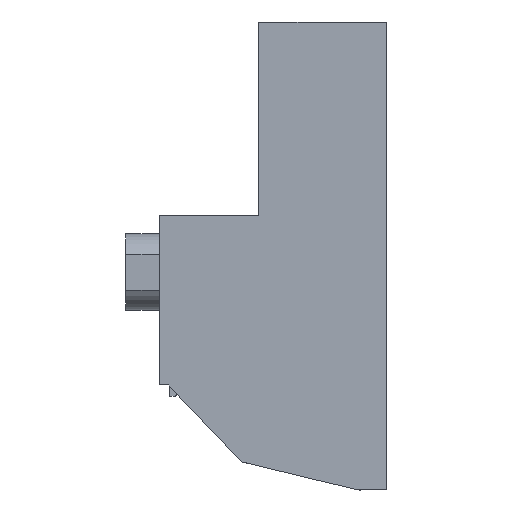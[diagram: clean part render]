
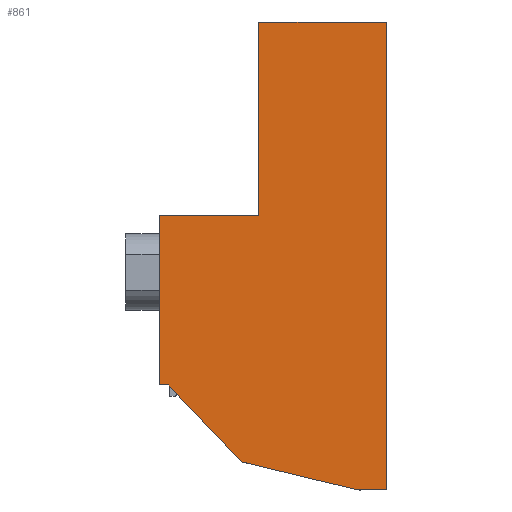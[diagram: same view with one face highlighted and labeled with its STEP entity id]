
A CAD part, left-side view. The second image highlights one B-rep face of the part: STEP entity #861.
In plain terms, the highlighted planar face has unit normal (-1, 0, 0).
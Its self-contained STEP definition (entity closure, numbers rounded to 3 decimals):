
#808=AXIS2_PLACEMENT_3D('Plane Axis2P3D',#805,#806,#807) ;
#180=CARTESIAN_POINT('Vertex',(0.,0.,0.)) ;
#183=CARTESIAN_POINT('Line Origine',(0.,1.25,0.)) ;
#187=CARTESIAN_POINT('Vertex',(0.,2.5,0.)) ;
#348=CARTESIAN_POINT('Line Origine',(0.,7.675,1.25)) ;
#352=CARTESIAN_POINT('Vertex',(0.,12.85,2.5)) ;
#513=CARTESIAN_POINT('Vertex',(0.,0.,41.45)) ;
#516=CARTESIAN_POINT('Line Origine',(0.,0.,20.725)) ;
#805=CARTESIAN_POINT('Axis2P3D Location',(0.,0.,41.45)) ;
#810=CARTESIAN_POINT('Line Origine',(0.,15.7,24.3)) ;
#814=CARTESIAN_POINT('Vertex',(0.,20.1,24.3)) ;
#816=CARTESIAN_POINT('Vertex',(0.,11.3,24.3)) ;
#819=CARTESIAN_POINT('Line Origine',(0.,20.1,16.8)) ;
#823=CARTESIAN_POINT('Vertex',(0.,20.1,9.3)) ;
#826=CARTESIAN_POINT('Line Origine',(0.,19.7,9.3)) ;
#830=CARTESIAN_POINT('Vertex',(0.,19.3,9.3)) ;
#833=CARTESIAN_POINT('Line Origine',(0.,16.075,5.9)) ;
#838=CARTESIAN_POINT('Line Origine',(0.,5.65,41.45)) ;
#842=CARTESIAN_POINT('Vertex',(0.,11.3,41.45)) ;
#845=CARTESIAN_POINT('Line Origine',(0.,11.3,32.875)) ;
#184=DIRECTION('Vector Direction',(0.,-1.,0.)) ;
#349=DIRECTION('Vector Direction',(0.,-0.972,-0.235)) ;
#517=DIRECTION('Vector Direction',(0.,0.,-1.)) ;
#806=DIRECTION('Axis2P3D Direction',(1.,0.,0.)) ;
#807=DIRECTION('Axis2P3D XDirection',(0.,0.,-1.)) ;
#811=DIRECTION('Vector Direction',(0.,-1.,0.)) ;
#820=DIRECTION('Vector Direction',(0.,0.,-1.)) ;
#827=DIRECTION('Vector Direction',(0.,-1.,0.)) ;
#834=DIRECTION('Vector Direction',(0.,-0.688,-0.726)) ;
#839=DIRECTION('Vector Direction',(0.,-1.,0.)) ;
#846=DIRECTION('Vector Direction',(0.,0.,-1.)) ;
#185=VECTOR('Line Direction',#184,1.) ;
#350=VECTOR('Line Direction',#349,1.) ;
#518=VECTOR('Line Direction',#517,1.) ;
#812=VECTOR('Line Direction',#811,1.) ;
#821=VECTOR('Line Direction',#820,1.) ;
#828=VECTOR('Line Direction',#827,1.) ;
#835=VECTOR('Line Direction',#834,1.) ;
#840=VECTOR('Line Direction',#839,1.) ;
#847=VECTOR('Line Direction',#846,1.) ;
#851=ORIENTED_EDGE('',*,*,#818,.F.) ;
#852=ORIENTED_EDGE('',*,*,#825,.F.) ;
#853=ORIENTED_EDGE('',*,*,#832,.F.) ;
#854=ORIENTED_EDGE('',*,*,#837,.F.) ;
#855=ORIENTED_EDGE('',*,*,#354,.F.) ;
#856=ORIENTED_EDGE('',*,*,#189,.F.) ;
#857=ORIENTED_EDGE('',*,*,#520,.F.) ;
#858=ORIENTED_EDGE('',*,*,#844,.F.) ;
#859=ORIENTED_EDGE('',*,*,#849,.T.) ;
#861=ADVANCED_FACE('HOUSING',(#860),#809,.F.) ;
#189=EDGE_CURVE('',#181,#188,#186,.F.) ;
#354=EDGE_CURVE('',#188,#353,#351,.F.) ;
#520=EDGE_CURVE('',#514,#181,#519,.T.) ;
#818=EDGE_CURVE('',#815,#817,#813,.T.) ;
#825=EDGE_CURVE('',#824,#815,#822,.F.) ;
#832=EDGE_CURVE('',#831,#824,#829,.F.) ;
#837=EDGE_CURVE('',#353,#831,#836,.F.) ;
#844=EDGE_CURVE('',#843,#514,#841,.T.) ;
#849=EDGE_CURVE('',#843,#817,#848,.T.) ;
#850=EDGE_LOOP('',(#851,#852,#853,#854,#855,#856,#857,#858,#859)) ;
#860=FACE_OUTER_BOUND('',#850,.T.) ;
#186=LINE('Line',#183,#185) ;
#351=LINE('Line',#348,#350) ;
#519=LINE('Line',#516,#518) ;
#813=LINE('Line',#810,#812) ;
#822=LINE('Line',#819,#821) ;
#829=LINE('Line',#826,#828) ;
#836=LINE('Line',#833,#835) ;
#841=LINE('Line',#838,#840) ;
#848=LINE('Line',#845,#847) ;
#809=PLANE('',#808) ;
#181=VERTEX_POINT('',#180) ;
#188=VERTEX_POINT('',#187) ;
#353=VERTEX_POINT('',#352) ;
#514=VERTEX_POINT('',#513) ;
#815=VERTEX_POINT('',#814) ;
#817=VERTEX_POINT('',#816) ;
#824=VERTEX_POINT('',#823) ;
#831=VERTEX_POINT('',#830) ;
#843=VERTEX_POINT('',#842) ;
